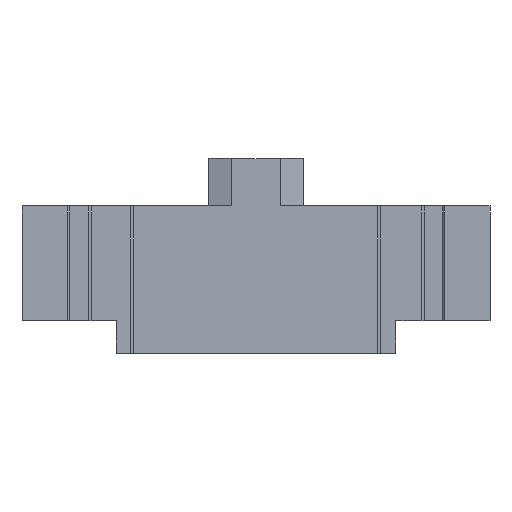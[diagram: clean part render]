
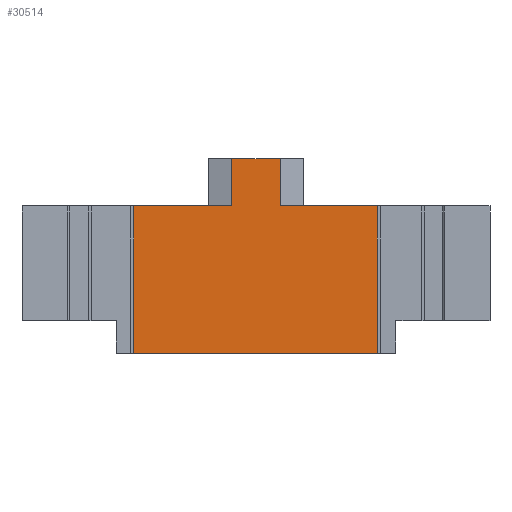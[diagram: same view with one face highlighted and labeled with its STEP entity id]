
A CAD part, front view. The second image highlights one B-rep face of the part: STEP entity #30514.
In plain terms, the highlighted planar face has unit normal (0, -1, 0).
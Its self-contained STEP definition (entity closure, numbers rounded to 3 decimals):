
#1639 = PLANE('',#1640);
#1640 = AXIS2_PLACEMENT_3D('',#1641,#1642,#1643);
#1641 = CARTESIAN_POINT('',(-15.9,-40.,3.4));
#1642 = DIRECTION('',(0.,0.,1.));
#1643 = DIRECTION('',(1.,0.,-0.));
#2286 = PLANE('',#2287);
#2287 = AXIS2_PLACEMENT_3D('',#2288,#2289,#2290);
#2288 = CARTESIAN_POINT('',(-12.7,-39.9,-6.6));
#2289 = DIRECTION('',(0.,0.,-1.));
#2290 = DIRECTION('',(0.,1.,0.));
#2712 = PLANE('',#2713);
#2713 = AXIS2_PLACEMENT_3D('',#2714,#2715,#2716);
#2714 = CARTESIAN_POINT('',(-15.9,-40.,3.4));
#2715 = DIRECTION('',(0.,0.,1.));
#2716 = DIRECTION('',(1.,0.,-0.));
#5440 = VERTEX_POINT('',#5441);
#5441 = CARTESIAN_POINT('',(1.65,-39.9,3.4));
#5457 = PLANE('',#5458);
#5458 = AXIS2_PLACEMENT_3D('',#5459,#5460,#5461);
#5459 = CARTESIAN_POINT('',(2.45,-39.667,3.4));
#5460 = DIRECTION('',(0.28,-0.96,0.));
#5461 = DIRECTION('',(0.,0.,-1.));
#5469 = EDGE_CURVE('',#5470,#5440,#5472,.T.);
#5470 = VERTEX_POINT('',#5471);
#5471 = CARTESIAN_POINT('',(8.25,-39.9,3.4));
#5472 = SURFACE_CURVE('',#5473,(#5477,#5484),.PCURVE_S1.);
#5473 = LINE('',#5474,#5475);
#5474 = CARTESIAN_POINT('',(12.7,-39.9,3.4));
#5475 = VECTOR('',#5476,1.);
#5476 = DIRECTION('',(-1.,0.,0.));
#5477 = PCURVE('',#1639,#5478);
#5478 = DEFINITIONAL_REPRESENTATION('',(#5479),#5483);
#5479 = LINE('',#5480,#5481);
#5480 = CARTESIAN_POINT('',(28.6,0.1));
#5481 = VECTOR('',#5482,1.);
#5482 = DIRECTION('',(-1.,0.));
#5483 = ( GEOMETRIC_REPRESENTATION_CONTEXT(2) 
PARAMETRIC_REPRESENTATION_CONTEXT() REPRESENTATION_CONTEXT('2D SPACE',''
  ) );
#5484 = PCURVE('',#5485,#5490);
#5485 = PLANE('',#5486);
#5486 = AXIS2_PLACEMENT_3D('',#5487,#5488,#5489);
#5487 = CARTESIAN_POINT('',(9.5,-39.9,-6.6));
#5488 = DIRECTION('',(0.,1.,0.));
#5489 = DIRECTION('',(0.,0.,1.));
#5490 = DEFINITIONAL_REPRESENTATION('',(#5491),#5495);
#5491 = LINE('',#5492,#5493);
#5492 = CARTESIAN_POINT('',(10.,3.2));
#5493 = VECTOR('',#5494,1.);
#5494 = DIRECTION('',(0.,-1.));
#5495 = ( GEOMETRIC_REPRESENTATION_CONTEXT(2) 
PARAMETRIC_REPRESENTATION_CONTEXT() REPRESENTATION_CONTEXT('2D SPACE',''
  ) );
#5513 = PLANE('',#5514);
#5514 = AXIS2_PLACEMENT_3D('',#5515,#5516,#5517);
#5515 = CARTESIAN_POINT('',(8.25,-39.9,-6.6));
#5516 = DIRECTION('',(-1.,0.,0.));
#5517 = DIRECTION('',(0.,0.,1.));
#11624 = EDGE_CURVE('',#11625,#11627,#11629,.T.);
#11625 = VERTEX_POINT('',#11626);
#11626 = CARTESIAN_POINT('',(8.25,-39.9,-6.6));
#11627 = VERTEX_POINT('',#11628);
#11628 = CARTESIAN_POINT('',(-8.3,-39.9,-6.6));
#11629 = SURFACE_CURVE('',#11630,(#11634,#11641),.PCURVE_S1.);
#11630 = LINE('',#11631,#11632);
#11631 = CARTESIAN_POINT('',(8.25,-39.9,-6.6));
#11632 = VECTOR('',#11633,1.);
#11633 = DIRECTION('',(-1.,0.,0.));
#11634 = PCURVE('',#2286,#11635);
#11635 = DEFINITIONAL_REPRESENTATION('',(#11636),#11640);
#11636 = LINE('',#11637,#11638);
#11637 = CARTESIAN_POINT('',(0.,20.95));
#11638 = VECTOR('',#11639,1.);
#11639 = DIRECTION('',(0.,-1.));
#11640 = ( GEOMETRIC_REPRESENTATION_CONTEXT(2) 
PARAMETRIC_REPRESENTATION_CONTEXT() REPRESENTATION_CONTEXT('2D SPACE',''
  ) );
#11641 = PCURVE('',#5485,#11642);
#11642 = DEFINITIONAL_REPRESENTATION('',(#11643),#11647);
#11643 = LINE('',#11644,#11645);
#11644 = CARTESIAN_POINT('',(0.,-1.25));
#11645 = VECTOR('',#11646,1.);
#11646 = DIRECTION('',(0.,-1.));
#11647 = ( GEOMETRIC_REPRESENTATION_CONTEXT(2) 
PARAMETRIC_REPRESENTATION_CONTEXT() REPRESENTATION_CONTEXT('2D SPACE',''
  ) );
#11665 = PLANE('',#11666);
#11666 = AXIS2_PLACEMENT_3D('',#11667,#11668,#11669);
#11667 = CARTESIAN_POINT('',(-8.3,-39.3,-6.6));
#11668 = DIRECTION('',(-1.,0.,0.));
#11669 = DIRECTION('',(0.,0.,1.));
#12794 = VERTEX_POINT('',#12795);
#12795 = CARTESIAN_POINT('',(-8.3,-39.9,3.4));
#12816 = EDGE_CURVE('',#12817,#12794,#12819,.T.);
#12817 = VERTEX_POINT('',#12818);
#12818 = CARTESIAN_POINT('',(-1.65,-39.9,3.4));
#12819 = SURFACE_CURVE('',#12820,(#12824,#12831),.PCURVE_S1.);
#12820 = LINE('',#12821,#12822);
#12821 = CARTESIAN_POINT('',(12.7,-39.9,3.4));
#12822 = VECTOR('',#12823,1.);
#12823 = DIRECTION('',(-1.,0.,0.));
#12824 = PCURVE('',#2712,#12825);
#12825 = DEFINITIONAL_REPRESENTATION('',(#12826),#12830);
#12826 = LINE('',#12827,#12828);
#12827 = CARTESIAN_POINT('',(28.6,0.1));
#12828 = VECTOR('',#12829,1.);
#12829 = DIRECTION('',(-1.,0.));
#12830 = ( GEOMETRIC_REPRESENTATION_CONTEXT(2) 
PARAMETRIC_REPRESENTATION_CONTEXT() REPRESENTATION_CONTEXT('2D SPACE',''
  ) );
#12831 = PCURVE('',#5485,#12832);
#12832 = DEFINITIONAL_REPRESENTATION('',(#12833),#12837);
#12833 = LINE('',#12834,#12835);
#12834 = CARTESIAN_POINT('',(10.,3.2));
#12835 = VECTOR('',#12836,1.);
#12836 = DIRECTION('',(0.,-1.));
#12837 = ( GEOMETRIC_REPRESENTATION_CONTEXT(2) 
PARAMETRIC_REPRESENTATION_CONTEXT() REPRESENTATION_CONTEXT('2D SPACE',''
  ) );
#12855 = PLANE('',#12856);
#12856 = AXIS2_PLACEMENT_3D('',#12857,#12858,#12859);
#12857 = CARTESIAN_POINT('',(-2.45,-39.667,3.4));
#12858 = DIRECTION('',(0.28,0.96,0.));
#12859 = DIRECTION('',(0.,0.,-1.));
#20546 = EDGE_CURVE('',#5440,#20547,#20549,.T.);
#20547 = VERTEX_POINT('',#20548);
#20548 = CARTESIAN_POINT('',(1.65,-39.9,6.6));
#20549 = SURFACE_CURVE('',#20550,(#20554,#20561),.PCURVE_S1.);
#20550 = LINE('',#20551,#20552);
#20551 = CARTESIAN_POINT('',(1.65,-39.9,5.));
#20552 = VECTOR('',#20553,1.);
#20553 = DIRECTION('',(-0.,0.,1.));
#20554 = PCURVE('',#5457,#20555);
#20555 = DEFINITIONAL_REPRESENTATION('',(#20556),#20560);
#20556 = LINE('',#20557,#20558);
#20557 = CARTESIAN_POINT('',(-1.6,-0.833));
#20558 = VECTOR('',#20559,1.);
#20559 = DIRECTION('',(-1.,0.));
#20560 = ( GEOMETRIC_REPRESENTATION_CONTEXT(2) 
PARAMETRIC_REPRESENTATION_CONTEXT() REPRESENTATION_CONTEXT('2D SPACE',''
  ) );
#20561 = PCURVE('',#5485,#20562);
#20562 = DEFINITIONAL_REPRESENTATION('',(#20563),#20567);
#20563 = LINE('',#20564,#20565);
#20564 = CARTESIAN_POINT('',(11.6,-7.85));
#20565 = VECTOR('',#20566,1.);
#20566 = DIRECTION('',(1.,0.));
#20567 = ( GEOMETRIC_REPRESENTATION_CONTEXT(2) 
PARAMETRIC_REPRESENTATION_CONTEXT() REPRESENTATION_CONTEXT('2D SPACE',''
  ) );
#20585 = PLANE('',#20586);
#20586 = AXIS2_PLACEMENT_3D('',#20587,#20588,#20589);
#20587 = CARTESIAN_POINT('',(-1.65,-40.,6.6));
#20588 = DIRECTION('',(0.,0.,1.));
#20589 = DIRECTION('',(1.,0.,-0.));
#30492 = EDGE_CURVE('',#11625,#5470,#30493,.T.);
#30493 = SURFACE_CURVE('',#30494,(#30498,#30505),.PCURVE_S1.);
#30494 = LINE('',#30495,#30496);
#30495 = CARTESIAN_POINT('',(8.25,-39.9,-6.6));
#30496 = VECTOR('',#30497,1.);
#30497 = DIRECTION('',(0.,0.,1.));
#30498 = PCURVE('',#5513,#30499);
#30499 = DEFINITIONAL_REPRESENTATION('',(#30500),#30504);
#30500 = LINE('',#30501,#30502);
#30501 = CARTESIAN_POINT('',(0.,0.));
#30502 = VECTOR('',#30503,1.);
#30503 = DIRECTION('',(1.,0.));
#30504 = ( GEOMETRIC_REPRESENTATION_CONTEXT(2) 
PARAMETRIC_REPRESENTATION_CONTEXT() REPRESENTATION_CONTEXT('2D SPACE',''
  ) );
#30505 = PCURVE('',#5485,#30506);
#30506 = DEFINITIONAL_REPRESENTATION('',(#30507),#30511);
#30507 = LINE('',#30508,#30509);
#30508 = CARTESIAN_POINT('',(0.,-1.25));
#30509 = VECTOR('',#30510,1.);
#30510 = DIRECTION('',(1.,0.));
#30511 = ( GEOMETRIC_REPRESENTATION_CONTEXT(2) 
PARAMETRIC_REPRESENTATION_CONTEXT() REPRESENTATION_CONTEXT('2D SPACE',''
  ) );
#30514 = ADVANCED_FACE('',(#30515),#5485,.F.);
#30515 = FACE_BOUND('',#30516,.F.);
#30516 = EDGE_LOOP('',(#30517,#30538,#30539,#30562,#30583,#30584,#30585,
    #30586));
#30517 = ORIENTED_EDGE('',*,*,#30518,.T.);
#30518 = EDGE_CURVE('',#11627,#12794,#30519,.T.);
#30519 = SURFACE_CURVE('',#30520,(#30524,#30531),.PCURVE_S1.);
#30520 = LINE('',#30521,#30522);
#30521 = CARTESIAN_POINT('',(-8.3,-39.9,-0.5));
#30522 = VECTOR('',#30523,1.);
#30523 = DIRECTION('',(0.,-0.,1.));
#30524 = PCURVE('',#5485,#30525);
#30525 = DEFINITIONAL_REPRESENTATION('',(#30526),#30530);
#30526 = LINE('',#30527,#30528);
#30527 = CARTESIAN_POINT('',(6.1,-17.8));
#30528 = VECTOR('',#30529,1.);
#30529 = DIRECTION('',(1.,0.));
#30530 = ( GEOMETRIC_REPRESENTATION_CONTEXT(2) 
PARAMETRIC_REPRESENTATION_CONTEXT() REPRESENTATION_CONTEXT('2D SPACE',''
  ) );
#30531 = PCURVE('',#11665,#30532);
#30532 = DEFINITIONAL_REPRESENTATION('',(#30533),#30537);
#30533 = LINE('',#30534,#30535);
#30534 = CARTESIAN_POINT('',(6.1,-0.6));
#30535 = VECTOR('',#30536,1.);
#30536 = DIRECTION('',(1.,0.));
#30537 = ( GEOMETRIC_REPRESENTATION_CONTEXT(2) 
PARAMETRIC_REPRESENTATION_CONTEXT() REPRESENTATION_CONTEXT('2D SPACE',''
  ) );
#30538 = ORIENTED_EDGE('',*,*,#12816,.F.);
#30539 = ORIENTED_EDGE('',*,*,#30540,.F.);
#30540 = EDGE_CURVE('',#30541,#12817,#30543,.T.);
#30541 = VERTEX_POINT('',#30542);
#30542 = CARTESIAN_POINT('',(-1.65,-39.9,6.6));
#30543 = SURFACE_CURVE('',#30544,(#30548,#30555),.PCURVE_S1.);
#30544 = LINE('',#30545,#30546);
#30545 = CARTESIAN_POINT('',(-1.65,-39.9,3.4));
#30546 = VECTOR('',#30547,1.);
#30547 = DIRECTION('',(0.,0.,-1.));
#30548 = PCURVE('',#5485,#30549);
#30549 = DEFINITIONAL_REPRESENTATION('',(#30550),#30554);
#30550 = LINE('',#30551,#30552);
#30551 = CARTESIAN_POINT('',(10.,-11.15));
#30552 = VECTOR('',#30553,1.);
#30553 = DIRECTION('',(-1.,0.));
#30554 = ( GEOMETRIC_REPRESENTATION_CONTEXT(2) 
PARAMETRIC_REPRESENTATION_CONTEXT() REPRESENTATION_CONTEXT('2D SPACE',''
  ) );
#30555 = PCURVE('',#12855,#30556);
#30556 = DEFINITIONAL_REPRESENTATION('',(#30557),#30561);
#30557 = LINE('',#30558,#30559);
#30558 = CARTESIAN_POINT('',(0.,-0.833));
#30559 = VECTOR('',#30560,1.);
#30560 = DIRECTION('',(1.,-0.));
#30561 = ( GEOMETRIC_REPRESENTATION_CONTEXT(2) 
PARAMETRIC_REPRESENTATION_CONTEXT() REPRESENTATION_CONTEXT('2D SPACE',''
  ) );
#30562 = ORIENTED_EDGE('',*,*,#30563,.F.);
#30563 = EDGE_CURVE('',#20547,#30541,#30564,.T.);
#30564 = SURFACE_CURVE('',#30565,(#30569,#30576),.PCURVE_S1.);
#30565 = LINE('',#30566,#30567);
#30566 = CARTESIAN_POINT('',(3.25,-39.9,6.6));
#30567 = VECTOR('',#30568,1.);
#30568 = DIRECTION('',(-1.,0.,0.));
#30569 = PCURVE('',#5485,#30570);
#30570 = DEFINITIONAL_REPRESENTATION('',(#30571),#30575);
#30571 = LINE('',#30572,#30573);
#30572 = CARTESIAN_POINT('',(13.2,-6.25));
#30573 = VECTOR('',#30574,1.);
#30574 = DIRECTION('',(0.,-1.));
#30575 = ( GEOMETRIC_REPRESENTATION_CONTEXT(2) 
PARAMETRIC_REPRESENTATION_CONTEXT() REPRESENTATION_CONTEXT('2D SPACE',''
  ) );
#30576 = PCURVE('',#20585,#30577);
#30577 = DEFINITIONAL_REPRESENTATION('',(#30578),#30582);
#30578 = LINE('',#30579,#30580);
#30579 = CARTESIAN_POINT('',(4.9,0.1));
#30580 = VECTOR('',#30581,1.);
#30581 = DIRECTION('',(-1.,0.));
#30582 = ( GEOMETRIC_REPRESENTATION_CONTEXT(2) 
PARAMETRIC_REPRESENTATION_CONTEXT() REPRESENTATION_CONTEXT('2D SPACE',''
  ) );
#30583 = ORIENTED_EDGE('',*,*,#20546,.F.);
#30584 = ORIENTED_EDGE('',*,*,#5469,.F.);
#30585 = ORIENTED_EDGE('',*,*,#30492,.F.);
#30586 = ORIENTED_EDGE('',*,*,#11624,.T.);
